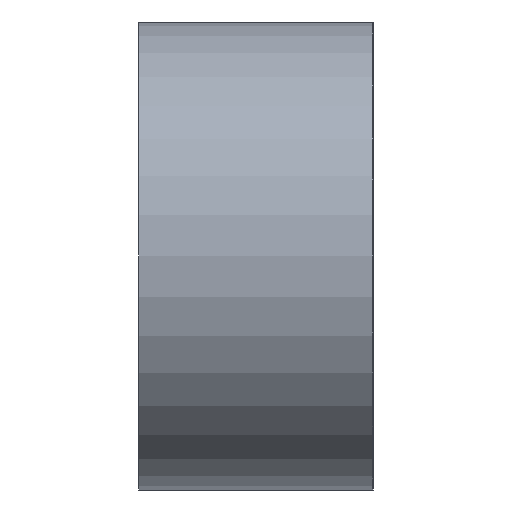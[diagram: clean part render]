
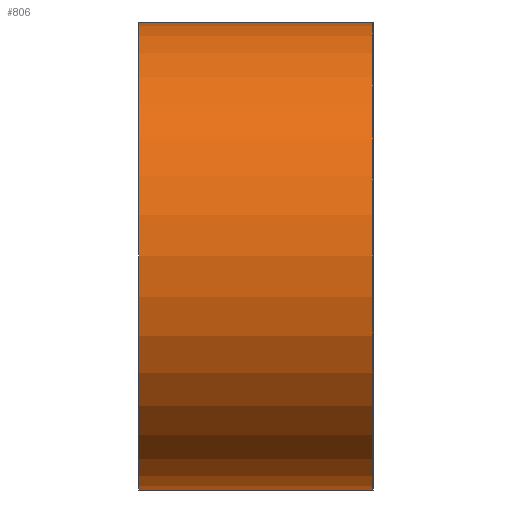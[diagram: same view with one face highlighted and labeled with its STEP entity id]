
A CAD part, left-side view. The second image highlights one B-rep face of the part: STEP entity #806.
In plain terms, the highlighted cylindrical face has radius 4 mm (diameter 8 mm), a partial arc.
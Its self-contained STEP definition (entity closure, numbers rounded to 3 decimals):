
#19 = VERTEX_POINT ( 'NONE', #408 ) ;
#40 = VERTEX_POINT ( 'NONE', #123 ) ;
#57 = LINE ( 'NONE', #349, #729 ) ;
#73 = ORIENTED_EDGE ( 'NONE', *, *, #740, .T. ) ;
#75 = ORIENTED_EDGE ( 'NONE', *, *, #125, .F. ) ;
#123 = CARTESIAN_POINT ( 'NONE',  ( -32., 0., 4. ) ) ;
#125 = EDGE_CURVE ( 'NONE', #19, #873, #600, .T. ) ;
#159 = CARTESIAN_POINT ( 'NONE',  ( -32., 4., 4. ) ) ;
#186 = CYLINDRICAL_SURFACE ( 'NONE', #195, 4. ) ;
#195 = AXIS2_PLACEMENT_3D ( 'NONE', #375, #223, #503 ) ;
#212 = CARTESIAN_POINT ( 'NONE',  ( -32., 4., 4. ) ) ;
#223 = DIRECTION ( 'NONE',  ( 0., -1., 0. ) ) ;
#224 = FACE_OUTER_BOUND ( 'NONE', #319, .T. ) ;
#225 = CIRCLE ( 'NONE', #735, 4. ) ;
#318 = ORIENTED_EDGE ( 'NONE', *, *, #701, .F. ) ;
#319 = EDGE_LOOP ( 'NONE', ( #444, #318, #75, #73 ) ) ;
#345 = CARTESIAN_POINT ( 'NONE',  ( -32., 4., 0. ) ) ;
#349 = CARTESIAN_POINT ( 'NONE',  ( -32., 4., -4. ) ) ;
#355 = DIRECTION ( 'NONE',  ( 0., 1., 0. ) ) ;
#360 = DIRECTION ( 'NONE',  ( 0., -1., 0. ) ) ;
#370 = DIRECTION ( 'NONE',  ( 0., 0., 1. ) ) ;
#375 = CARTESIAN_POINT ( 'NONE',  ( -32., 4., 0. ) ) ;
#390 = VECTOR ( 'NONE', #563, 1000. ) ;
#408 = CARTESIAN_POINT ( 'NONE',  ( -32., 4., -4. ) ) ;
#413 = LINE ( 'NONE', #212, #390 ) ;
#427 = DIRECTION ( 'NONE',  ( 0., 0., 1. ) ) ;
#444 = ORIENTED_EDGE ( 'NONE', *, *, #717, .T. ) ;
#503 = DIRECTION ( 'NONE',  ( 0., 0., -1. ) ) ;
#563 = DIRECTION ( 'NONE',  ( 0., -1., 0. ) ) ;
#600 = CIRCLE ( 'NONE', #817, 4. ) ;
#627 = CARTESIAN_POINT ( 'NONE',  ( -32., 0., -4. ) ) ;
#701 = EDGE_CURVE ( 'NONE', #873, #40, #413, .T. ) ;
#708 = CARTESIAN_POINT ( 'NONE',  ( -32., 0., 0. ) ) ;
#717 = EDGE_CURVE ( 'NONE', #718, #40, #225, .T. ) ;
#718 = VERTEX_POINT ( 'NONE', #627 ) ;
#729 = VECTOR ( 'NONE', #360, 1000. ) ;
#735 = AXIS2_PLACEMENT_3D ( 'NONE', #708, #845, #427 ) ;
#740 = EDGE_CURVE ( 'NONE', #19, #718, #57, .T. ) ;
#806 = ADVANCED_FACE ( 'NONE', ( #224 ), #186, .T. ) ;
#817 = AXIS2_PLACEMENT_3D ( 'NONE', #345, #355, #370 ) ;
#845 = DIRECTION ( 'NONE',  ( 0., 1., 0. ) ) ;
#873 = VERTEX_POINT ( 'NONE', #159 ) ;
